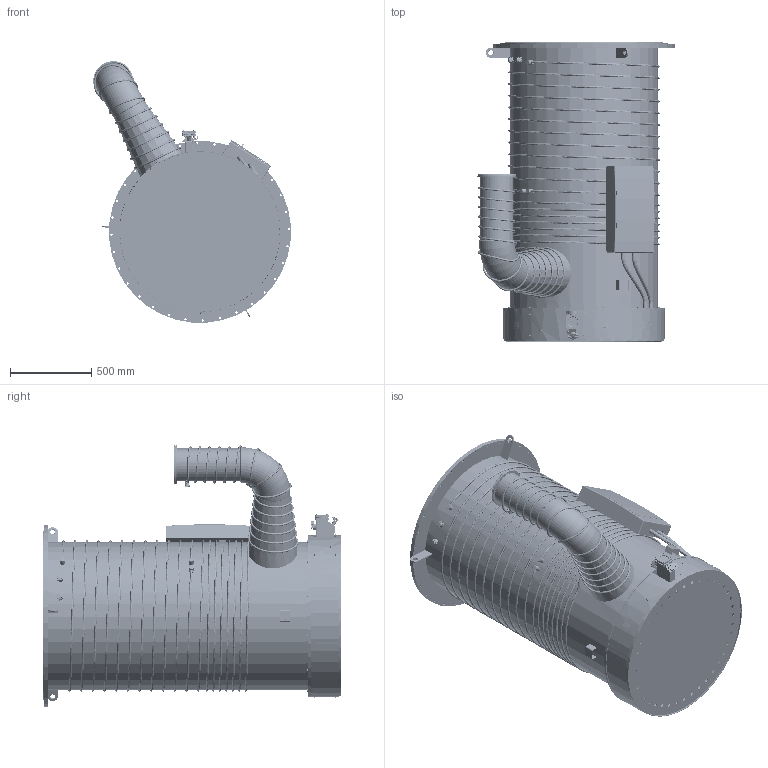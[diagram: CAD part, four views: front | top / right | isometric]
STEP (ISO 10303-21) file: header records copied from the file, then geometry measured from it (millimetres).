
FILE_DESCRIPTION(('STEP AP242'), '1');
FILE_NAME('ﾍﾄ-1000ﾝ', '2024-07-16T11:42:13', (''), (''), 'C3D Converter', 'C3D Toolkit', '');
FILE_SCHEMA(('AP242_MANAGED_MODEL_BASED_3D_ENGINEERING_MIM_LF { 1 0 10303 442 1 1 4 }'));
Length unit declared in the file: millimetre
Bounding box: 1214.75 x 1838.74 x 1607.52 mm (x, y, z)
Surface area: 12802843.8 mm2 (no closed solid volume)
Topology: 0 solids, 479 shells, 1040 faces, 21100 edges, 20447 vertices
Faces by surface type: cylinder 360, plane 288, bspline 287, cone 60, torus 32, sphere 13
Full cylindrical faces by diameter (mm): 3 x1, 3.4 x1, 5 x3, 5.5 x1, 6 x2, 8.5 x5, 10 x4, 11 x4, 12 x3, 14 x31, 14.2 x3, 16 x11, 18 x4, 18.6 x1, 20 x39, 21.5 x1, 22.25 x11, 24.277 x2, 25 x2, 25.385 x1, 28 x6, 30 x3, 32 x4, 36 x1, 39 x2, 40 x2, 48 x2, 60 x1, 80 x1, 205 x1
Entity records: 458023 total; most frequent: CARTESIAN_POINT 354455, ORIENTED_EDGE 21787, EDGE_CURVE 20828, VERTEX_POINT 20416, B_SPLINE_CURVE_WITH_KNOTS 15883, DIRECTION 8714, AXIS2_PLACEMENT_3D 3403, CIRCLE 2649
